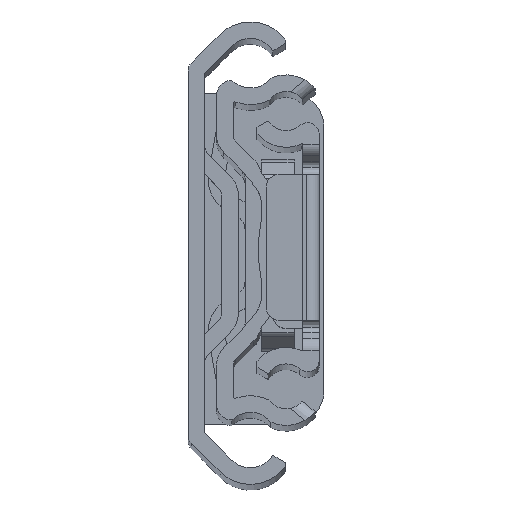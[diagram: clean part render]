
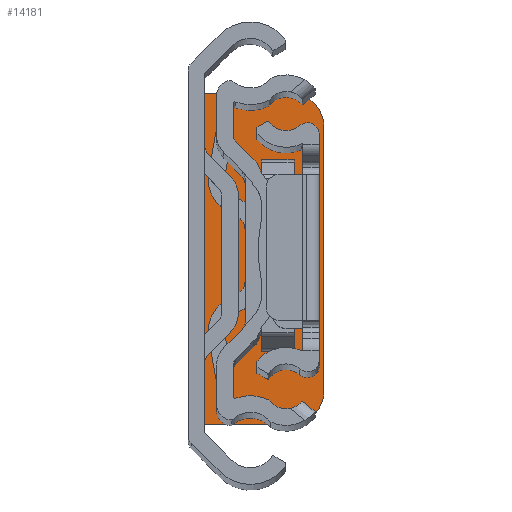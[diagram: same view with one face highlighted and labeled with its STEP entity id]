
A CAD part, top view. The second image highlights one B-rep face of the part: STEP entity #14181.
In plain terms, the highlighted planar face has unit normal (0, 0, 1).
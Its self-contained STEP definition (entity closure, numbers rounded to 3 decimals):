
#91 = AXIS2_PLACEMENT_3D ( 'NONE', #14173, #12145, #13234 ) ;
#776 = ORIENTED_EDGE ( 'NONE', *, *, #10687, .T. ) ;
#1517 = VERTEX_POINT ( 'NONE', #5305 ) ;
#1607 = CARTESIAN_POINT ( 'NONE',  ( 0., 25., -505.5 ) ) ;
#3027 = ORIENTED_EDGE ( 'NONE', *, *, #10584, .F. ) ;
#3479 = CARTESIAN_POINT ( 'NONE',  ( 13., -20., -505.5 ) ) ;
#3658 = CARTESIAN_POINT ( 'NONE',  ( 18., -25., -505.5 ) ) ;
#3912 = VECTOR ( 'NONE', #7898, 1000. ) ;
#4287 = CIRCLE ( 'NONE', #7763, 5. ) ;
#4626 = VECTOR ( 'NONE', #13712, 1000. ) ;
#4986 = CARTESIAN_POINT ( 'NONE',  ( 13., -25., -505.5 ) ) ;
#5305 = CARTESIAN_POINT ( 'NONE',  ( 13., 25., -505.5 ) ) ;
#5437 = VERTEX_POINT ( 'NONE', #10530 ) ;
#5616 = CARTESIAN_POINT ( 'NONE',  ( 0., -25., -505.5 ) ) ;
#6276 = VERTEX_POINT ( 'NONE', #1607 ) ;
#6303 = FACE_OUTER_BOUND ( 'NONE', #14276, .T. ) ;
#6517 = PLANE ( 'NONE',  #91 ) ;
#6639 = VERTEX_POINT ( 'NONE', #12346 ) ;
#6736 = DIRECTION ( 'NONE',  ( 0., 0., 1. ) ) ;
#6744 = VERTEX_POINT ( 'NONE', #4986 ) ;
#6842 = VECTOR ( 'NONE', #13478, 1000. ) ;
#7150 = EDGE_CURVE ( 'NONE', #6276, #13367, #8937, .T. ) ;
#7319 = EDGE_CURVE ( 'NONE', #1517, #6276, #10515, .T. ) ;
#7763 = AXIS2_PLACEMENT_3D ( 'NONE', #13383, #6736, #8754 ) ;
#7898 = DIRECTION ( 'NONE',  ( 0., -1., 0. ) ) ;
#7901 = EDGE_CURVE ( 'NONE', #5437, #6639, #12371, .T. ) ;
#8189 = ORIENTED_EDGE ( 'NONE', *, *, #7901, .F. ) ;
#8192 = ORIENTED_EDGE ( 'NONE', *, *, #7150, .T. ) ;
#8240 = AXIS2_PLACEMENT_3D ( 'NONE', #3479, #12290, #10127 ) ;
#8298 = CARTESIAN_POINT ( 'NONE',  ( 18., 25., -505.5 ) ) ;
#8754 = DIRECTION ( 'NONE',  ( -1., 0., 0. ) ) ;
#8937 = LINE ( 'NONE', #12472, #10841 ) ;
#10127 = DIRECTION ( 'NONE',  ( -1., 0., 0. ) ) ;
#10199 = CARTESIAN_POINT ( 'NONE',  ( 18., 25., -505.5 ) ) ;
#10303 = DIRECTION ( 'NONE',  ( 0., -1., 0. ) ) ;
#10362 = LINE ( 'NONE', #3658, #6842 ) ;
#10515 = LINE ( 'NONE', #8298, #4626 ) ;
#10530 = CARTESIAN_POINT ( 'NONE',  ( 18., 20., -505.5 ) ) ;
#10584 = EDGE_CURVE ( 'NONE', #6744, #13367, #10362, .T. ) ;
#10687 = EDGE_CURVE ( 'NONE', #5437, #1517, #4287, .T. ) ;
#10717 = EDGE_CURVE ( 'NONE', #6744, #6639, #10755, .T. ) ;
#10755 = CIRCLE ( 'NONE', #8240, 5. ) ;
#10841 = VECTOR ( 'NONE', #10303, 1000. ) ;
#12145 = DIRECTION ( 'NONE',  ( 0., 0., -1. ) ) ;
#12290 = DIRECTION ( 'NONE',  ( 0., 0., 1. ) ) ;
#12346 = CARTESIAN_POINT ( 'NONE',  ( 18., -20., -505.5 ) ) ;
#12371 = LINE ( 'NONE', #10199, #3912 ) ;
#12472 = CARTESIAN_POINT ( 'NONE',  ( 0., 25., -505.5 ) ) ;
#13165 = ORIENTED_EDGE ( 'NONE', *, *, #10717, .T. ) ;
#13234 = DIRECTION ( 'NONE',  ( -1., 0., 0. ) ) ;
#13336 = ORIENTED_EDGE ( 'NONE', *, *, #7319, .T. ) ;
#13367 = VERTEX_POINT ( 'NONE', #5616 ) ;
#13383 = CARTESIAN_POINT ( 'NONE',  ( 13., 20., -505.5 ) ) ;
#13478 = DIRECTION ( 'NONE',  ( -1., 0., 0. ) ) ;
#13712 = DIRECTION ( 'NONE',  ( -1., 0., 0. ) ) ;
#14173 = CARTESIAN_POINT ( 'NONE',  ( 18., 25., -505.5 ) ) ;
#14181 = ADVANCED_FACE ( 'NONE', ( #6303 ), #6517, .F. ) ;
#14276 = EDGE_LOOP ( 'NONE', ( #3027, #13165, #8189, #776, #13336, #8192 ) ) ;
